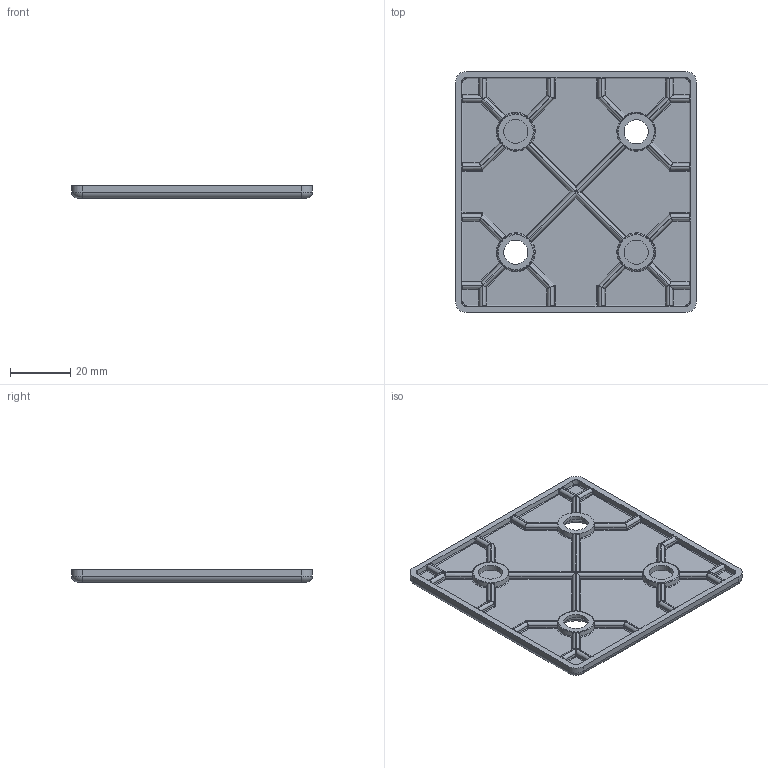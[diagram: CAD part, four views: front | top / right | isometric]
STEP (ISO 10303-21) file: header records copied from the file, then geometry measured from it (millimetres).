
FILE_DESCRIPTION (( 'STEP AP203' ), '1' );
FILE_NAME ('281005102_c_1.STEP', '2022-11-28T01:29:50', ( '' ), ( '' ), 'SwSTEP 2.0', 'SolidWorks 2014', '' );
FILE_SCHEMA (( 'CONFIG_CONTROL_DESIGN' ));
Length unit declared in the file: millimetre
Products named in the file (1): 281005102_c_1
Bounding box: 80 x 80 x 4 mm (x, y, z)
Volume: 15171.3 mm3; surface area: 15327.6 mm2
Topology: 1 solids, 1 shells, 613 faces, 1398 edges, 713 vertices
Faces by surface type: bspline 250, cylinder 223, plane 108, cone 28, torus 4
Entity records: 23331 total; most frequent: CARTESIAN_POINT 11913, ORIENTED_EDGE 2612, DIRECTION 1974, EDGE_CURVE 1306, AXIS2_PLACEMENT_3D 732, VERTEX_POINT 713, EDGE_LOOP 635, ADVANCED_FACE 613
